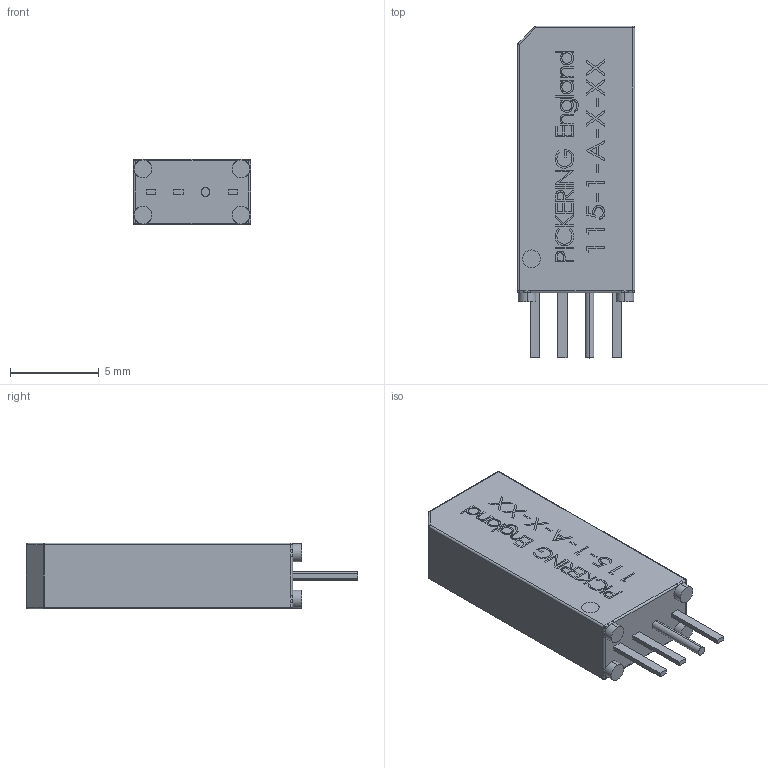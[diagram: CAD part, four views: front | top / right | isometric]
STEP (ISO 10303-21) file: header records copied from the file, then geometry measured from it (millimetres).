
FILE_DESCRIPTION (( 'STEP AP214' ), '1' );
FILE_NAME ('115-1-A.STEP', '2010-11-26T12:13:54', ( ' ' ), ( '' ), 'SwSTEP 2.0', 'SolidWorks 2009', '' );
FILE_SCHEMA (( 'AUTOMOTIVE_DESIGN' ));
Length unit declared in the file: millimetre
Products named in the file (1): 115-1-A
Bounding box: 6.6 x 18.67 x 3.7 mm (x, y, z)
Volume: 367.8 mm3; surface area: 379.3 mm2
Topology: 1 solids, 1 shells, 397 faces, 1030 edges, 666 vertices
Faces by surface type: plane 266, bspline 86, cylinder 35, sphere 10
Entity records: 23579 total; most frequent: CARTESIAN_POINT 10016, ORIENTED_EDGE 2044, DIRECTION 1568, EDGE_CURVE 1022, LINE 772, VECTOR 772, VERTEX_POINT 666, EDGE_LOOP 436
